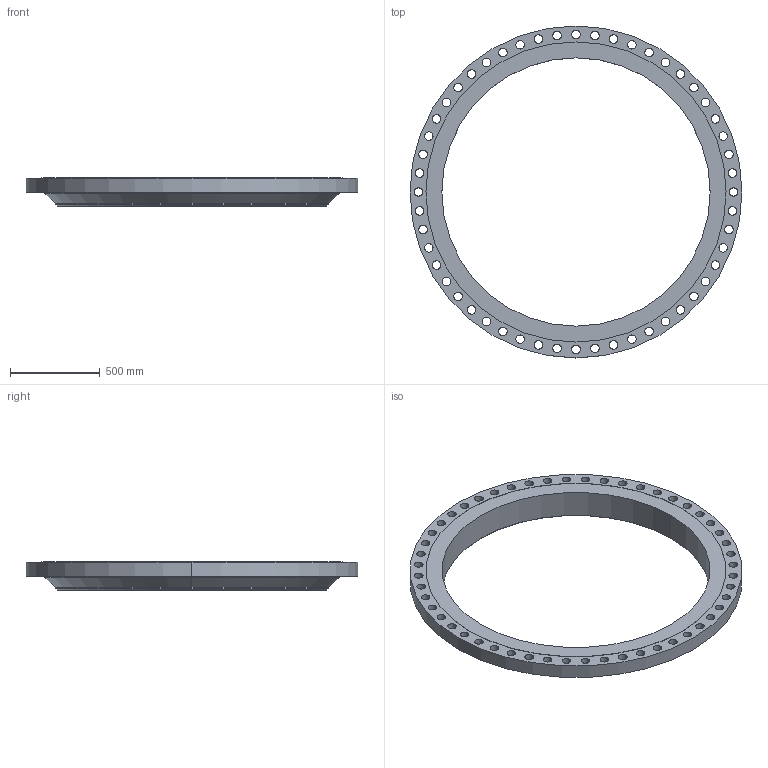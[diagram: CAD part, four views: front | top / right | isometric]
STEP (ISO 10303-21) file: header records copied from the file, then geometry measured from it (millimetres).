
FILE_DESCRIPTION (( 'STEP AP203' ), '1' );
FILE_NAME ('60_CL125_B161_RF_WNF_OB_XH.STEP', '2024-01-18T08:10:19', ( '' ), ( '' ), 'SwSTEP 2.0', 'SolidWorks 2023', '' );
FILE_SCHEMA (( 'CONFIG_CONTROL_DESIGN' ));
Length unit declared in the file: inch
Products named in the file (1): 60_CL125_B161_RF_WNF_OB_XH
Bounding box: 1854.2 x 1854.2 x 157.16 mm (x, y, z)
Volume: 81974635.3 mm3; surface area: 3678199.9 mm2
Topology: 1 solids, 1 shells, 122 faces, 348 edges, 230 vertices
Faces by surface type: cylinder 112, cone 4, plane 4, torus 2
Entity records: 4407 total; most frequent: DIRECTION 826, CARTESIAN_POINT 701, ORIENTED_EDGE 696, AXIS2_PLACEMENT_3D 355, EDGE_CURVE 348, CIRCLE 232, EDGE_LOOP 230, VERTEX_POINT 230
